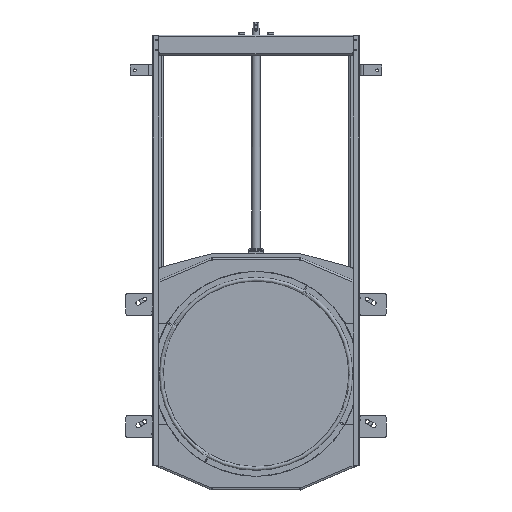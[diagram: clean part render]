
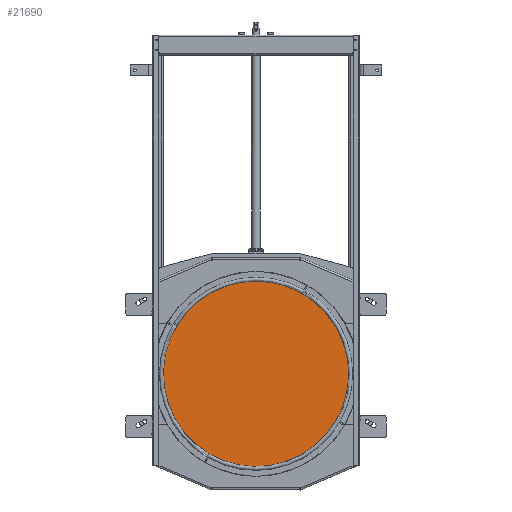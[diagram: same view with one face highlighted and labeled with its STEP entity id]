
A CAD part, left-side view. The second image highlights one B-rep face of the part: STEP entity #21690.
In plain terms, the highlighted planar face has unit normal (-1, 0, 0).
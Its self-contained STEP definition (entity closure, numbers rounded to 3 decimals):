
#21674=CARTESIAN_POINT('',(-14.42,0.,-345.227));
#21675=DIRECTION('',(1.0,0.0,0.0));
#21676=DIRECTION('',(0.0,1.0,0.0));
#21677=AXIS2_PLACEMENT_3D('',#21674,#21675,#21676);
#21678=PLANE('',#21677);
#21679=CARTESIAN_POINT('',(-14.42,0.,7.978));
#21680=VERTEX_POINT('',#21679);
#21681=CARTESIAN_POINT('',(-14.42,0.,-409.));
#21682=DIRECTION('',(1.0,0.0,0.0));
#21683=DIRECTION('',(0.0,0.0,-1.0));
#21684=AXIS2_PLACEMENT_3D('',#21681,#21682,#21683);
#21685=CIRCLE('',#21684,416.978);
#21686=EDGE_CURVE('',#21680,#21680,#21685,.T.);
#21687=ORIENTED_EDGE('',*,*,#21686,.F.);
#21688=EDGE_LOOP('',(#21687));
#21689=FACE_OUTER_BOUND('',#21688,.T.);
#21690=ADVANCED_FACE('',(#21689),#21678,.F.);
